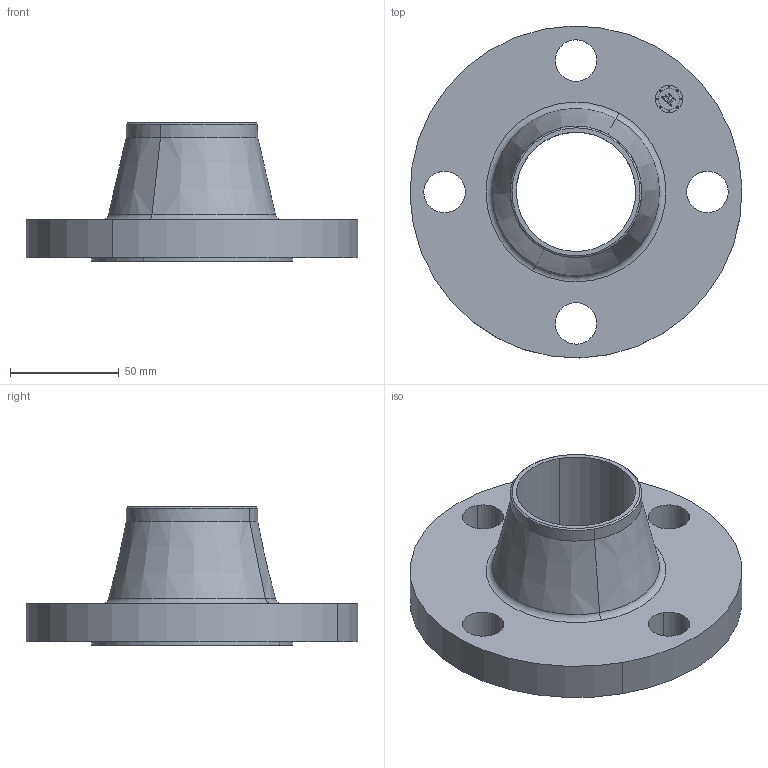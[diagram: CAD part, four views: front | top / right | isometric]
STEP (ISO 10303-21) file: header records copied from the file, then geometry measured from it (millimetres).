
FILE_DESCRIPTION(('3D STEP'),'2;1');
FILE_NAME('2-150-WELD-NECK-RF-10-FLANGE.stp','2013-01-26T05:07:29+00:00',('Texas Flange'),(''),'CATIA Version 5 Release 20 SP 6 (IN-10)','CATIA V5 STEP AP214','800-826-3801');
FILE_SCHEMA(('AUTOMOTIVE_DESIGN { 1 0 10303 214 1 1 1 1 }'));
Length unit declared in the file: inch
Products named in the file (1): 2-150-WELD-NECK-RF-10-FLANGE
Bounding box: 152.36 x 152.36 x 63.56 mm (x, y, z)
Volume: 321884 mm3; surface area: 61064.2 mm2
Topology: 1 solids, 1 shells, 411 faces, 1166 edges, 776 vertices
Faces by surface type: plane 369, cylinder 36, cone 4, torus 2
Entity records: 15500 total; most frequent: ORIENTED_EDGE 2332, CARTESIAN_POINT 2309, DIRECTION 1898, EDGE_CURVE 1166, VECTOR 1084, LINE 1084, VERTEX_POINT 776, AXIS2_PLACEMENT_3D 449
